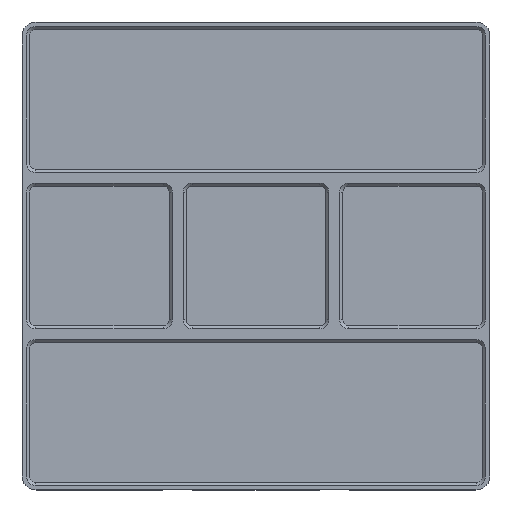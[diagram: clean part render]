
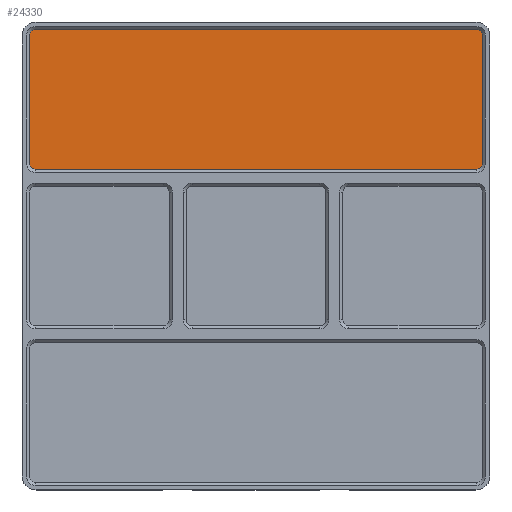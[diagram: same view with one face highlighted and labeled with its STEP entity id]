
A CAD part, top view. The second image highlights one B-rep face of the part: STEP entity #24330.
In plain terms, the highlighted planar face has unit normal (0, 0, 1).
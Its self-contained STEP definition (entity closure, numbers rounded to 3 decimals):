
#14980=CARTESIAN_POINT('',(171.85,291.75,7.));
#14990=VERTEX_POINT('',#14980);
#15020=CARTESIAN_POINT('',(171.85,290.15,7.));
#15030=DIRECTION('',(0.,0.,-1.));
#15040=DIRECTION('',(-1.,0.,0.));
#15050=AXIS2_PLACEMENT_3D('',#15020,#15030,#15040);
#15060=CIRCLE('',#15050,1.6);
#15070=CARTESIAN_POINT('',(170.25,290.15,7.));
#15080=VERTEX_POINT('',#15070);
#15090=EDGE_CURVE('',#15080,#14990,#15060,.T.);
#15700=CARTESIAN_POINT('',(291.75,289.,7.));
#15710=DIRECTION('',(0.,-1.,0.));
#15720=VECTOR('',#15710,1.);
#15730=LINE('',#15700,#15720);
#15740=CARTESIAN_POINT('',(291.75,290.15,7.));
#15750=VERTEX_POINT('',#15740);
#15760=CARTESIAN_POINT('',(291.75,255.85,7.));
#15770=VERTEX_POINT('',#15760);
#15780=EDGE_CURVE('',#15750,#15770,#15730,.T.);
#23140=CARTESIAN_POINT('',(170.25,255.85,7.));
#23150=VERTEX_POINT('',#23140);
#23180=CARTESIAN_POINT('',(171.85,255.85,7.));
#23190=DIRECTION('',(0.,0.,-1.));
#23200=DIRECTION('',(-1.,0.,0.));
#23210=AXIS2_PLACEMENT_3D('',#23180,#23190,#23200);
#23220=CIRCLE('',#23210,1.6);
#23230=CARTESIAN_POINT('',(171.85,254.25,7.));
#23240=VERTEX_POINT('',#23230);
#23250=EDGE_CURVE('',#23240,#23150,#23220,.T.);
#23620=CARTESIAN_POINT('',(290.15,291.75,7.));
#23630=VERTEX_POINT('',#23620);
#23660=CARTESIAN_POINT('',(257.,291.75,7.));
#23670=DIRECTION('',(1.,0.,0.));
#23680=VECTOR('',#23670,1.);
#23690=LINE('',#23660,#23680);
#23700=EDGE_CURVE('',#14990,#23630,#23690,.T.);
#23940=CARTESIAN_POINT('',(189.,273.,7.));
#23950=DIRECTION('',(0.,0.,1.));
#23960=DIRECTION('',(1.,0.,0.));
#23970=AXIS2_PLACEMENT_3D('',#23940,#23950,#23960);
#23980=PLANE('',#23970);
#23990=ORIENTED_EDGE('',*,*,#15090,.F.);
#24000=ORIENTED_EDGE('',*,*,#23700,.F.);
#24010=CARTESIAN_POINT('',(290.15,290.15,7.));
#24020=DIRECTION('',(0.,0.,-1.));
#24030=DIRECTION('',(-1.,0.,0.));
#24040=AXIS2_PLACEMENT_3D('',#24010,#24020,#24030);
#24050=CIRCLE('',#24040,1.6);
#24060=EDGE_CURVE('',#23630,#15750,#24050,.T.);
#24070=ORIENTED_EDGE('',*,*,#24060,.F.);
#24080=ORIENTED_EDGE('',*,*,#15780,.F.);
#24090=CARTESIAN_POINT('',(290.15,255.85,7.));
#24100=DIRECTION('',(0.,0.,-1.));
#24110=DIRECTION('',(-1.,0.,0.));
#24120=AXIS2_PLACEMENT_3D('',#24090,#24100,#24110);
#24130=CIRCLE('',#24120,1.6);
#24140=CARTESIAN_POINT('',(290.15,254.25,7.));
#24150=VERTEX_POINT('',#24140);
#24160=EDGE_CURVE('',#15770,#24150,#24130,.T.);
#24170=ORIENTED_EDGE('',*,*,#24160,.F.);
#24180=CARTESIAN_POINT('',(205.,254.25,7.));
#24190=DIRECTION('',(-1.,0.,0.));
#24200=VECTOR('',#24190,1.);
#24210=LINE('',#24180,#24200);
#24220=EDGE_CURVE('',#24150,#23240,#24210,.T.);
#24230=ORIENTED_EDGE('',*,*,#24220,.F.);
#24240=ORIENTED_EDGE('',*,*,#23250,.F.);
#24250=CARTESIAN_POINT('',(170.25,257.,7.));
#24260=DIRECTION('',(0.,1.,0.));
#24270=VECTOR('',#24260,1.);
#24280=LINE('',#24250,#24270);
#24290=EDGE_CURVE('',#23150,#15080,#24280,.T.);
#24300=ORIENTED_EDGE('',*,*,#24290,.F.);
#24310=EDGE_LOOP('',(#24300,#24240,#24230,#24170,#24080,#24070,#24000,
#23990));
#24320=FACE_OUTER_BOUND('',#24310,.T.);
#24330=ADVANCED_FACE('',(#24320),#23980,.T.);
